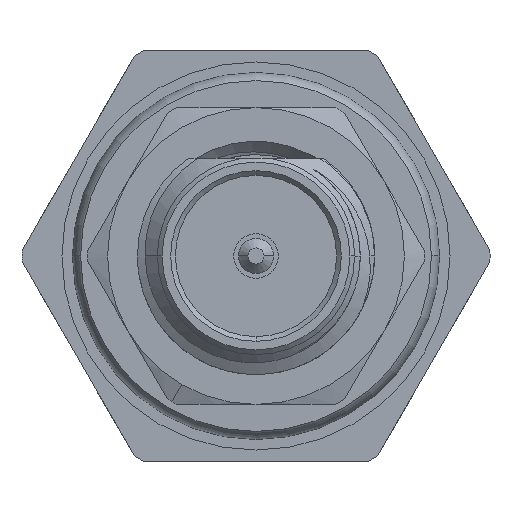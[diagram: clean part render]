
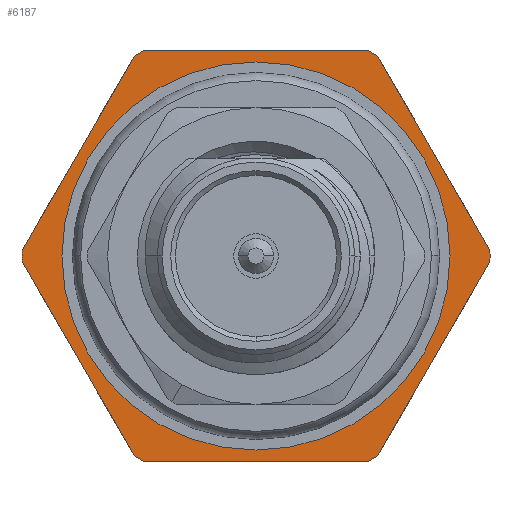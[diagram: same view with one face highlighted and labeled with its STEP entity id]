
A CAD part, left-side view. The second image highlights one B-rep face of the part: STEP entity #6187.
In plain terms, the highlighted planar face has unit normal (-1, 0, 0).
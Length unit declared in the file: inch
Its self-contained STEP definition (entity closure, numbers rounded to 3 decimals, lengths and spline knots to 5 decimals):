
#7 = CARTESIAN_POINT ( 'NONE',  ( 0.433, 0.24669, 0.00579 ) ) ;
#46 = DIRECTION ( 'NONE',  ( 1., 0., 0. ) ) ;
#231 = EDGE_CURVE ( 'NONE', #11662, #22485, #10699, .T. ) ;
#263 = CARTESIAN_POINT ( 'NONE',  ( 0.433, 0.12836, 0.21074 ) ) ;
#436 = DIRECTION ( 'NONE',  ( 0., 1., 0. ) ) ;
#848 = DIRECTION ( 'NONE',  ( 1., 0., 0. ) ) ;
#1125 = EDGE_CURVE ( 'NONE', #10661, #23271, #16020, .T. ) ;
#1198 = VERTEX_POINT ( 'NONE', #10315 ) ;
#1525 = CARTESIAN_POINT ( 'NONE',  ( 0.433, -0.24669, 0.00579 ) ) ;
#1579 = DIRECTION ( 'NONE',  ( 0., -1., 0. ) ) ;
#1613 = AXIS2_PLACEMENT_3D ( 'NONE', #18734, #22639, #13087 ) ;
#1756 = AXIS2_PLACEMENT_3D ( 'NONE', #9214, #12889, #20474 ) ;
#1827 = LINE ( 'NONE', #6374, #11094 ) ;
#1869 = DIRECTION ( 'NONE',  ( 1., 0., 0. ) ) ;
#1882 = CARTESIAN_POINT ( 'NONE',  ( 0.433, 0., 0. ) ) ;
#1964 = AXIS2_PLACEMENT_3D ( 'NONE', #13957, #8068, #11982 ) ;
#2171 = CARTESIAN_POINT ( 'NONE',  ( 0.433, -0.20465, 0. ) ) ;
#2220 = LINE ( 'NONE', #22091, #19521 ) ;
#2552 = VERTEX_POINT ( 'NONE', #20561 ) ;
#2777 = VECTOR ( 'NONE', #24477, 39.37008 ) ;
#2781 = ORIENTED_EDGE ( 'NONE', *, *, #20215, .F. ) ;
#2826 = EDGE_CURVE ( 'NONE', #12238, #1198, #6949, .T. ) ;
#3385 = ORIENTED_EDGE ( 'NONE', *, *, #7852, .F. ) ;
#3425 = AXIS2_PLACEMENT_3D ( 'NONE', #11718, #1869, #19017 ) ;
#3824 = VERTEX_POINT ( 'NONE', #1525 ) ;
#4015 = AXIS2_PLACEMENT_3D ( 'NONE', #5653, #12917, #22549 ) ;
#4193 = DIRECTION ( 'NONE',  ( 0., 0.5, 0.866 ) ) ;
#4482 = ORIENTED_EDGE ( 'NONE', *, *, #16036, .F. ) ;
#4518 = CARTESIAN_POINT ( 'NONE',  ( 0.433, 0., 0. ) ) ;
#4706 = CIRCLE ( 'NONE', #9353, 0.24676 ) ;
#4778 = VERTEX_POINT ( 'NONE', #5576 ) ;
#5033 = CARTESIAN_POINT ( 'NONE',  ( 0.433, 0.11833, -0.21654 ) ) ;
#5050 = EDGE_CURVE ( 'NONE', #12072, #4778, #1827, .T. ) ;
#5107 = DIRECTION ( 'NONE',  ( 0., -0.5, -0.866 ) ) ;
#5108 = VERTEX_POINT ( 'NONE', #5033 ) ;
#5322 = CARTESIAN_POINT ( 'NONE',  ( 0.433, -0.12502, 0.21654 ) ) ;
#5400 = VERTEX_POINT ( 'NONE', #7706 ) ;
#5576 = CARTESIAN_POINT ( 'NONE',  ( 0.433, -0.24669, -0.00579 ) ) ;
#5586 = CARTESIAN_POINT ( 'NONE',  ( 0.433, 0.24676, 0. ) ) ;
#5653 = CARTESIAN_POINT ( 'NONE',  ( 0.433, 0., 0. ) ) ;
#5880 = AXIS2_PLACEMENT_3D ( 'NONE', #1882, #19121, #7804 ) ;
#6187 = ADVANCED_FACE ( 'NONE', ( #10434, #20853 ), #7983, .T. ) ;
#6374 = CARTESIAN_POINT ( 'NONE',  ( 0.433, -0.12502, -0.21654 ) ) ;
#6680 = DIRECTION ( 'NONE',  ( 0., 1., 0. ) ) ;
#6895 = ORIENTED_EDGE ( 'NONE', *, *, #1125, .T. ) ;
#6949 = LINE ( 'NONE', #5322, #2777 ) ;
#7706 = CARTESIAN_POINT ( 'NONE',  ( 0.433, -0.11833, -0.21654 ) ) ;
#7804 = DIRECTION ( 'NONE',  ( 0., 1., 0. ) ) ;
#7852 = EDGE_CURVE ( 'NONE', #23228, #1198, #8024, .T. ) ;
#7983 = PLANE ( 'NONE',  #1964 ) ;
#8024 = CIRCLE ( 'NONE', #9498, 0.24676 ) ;
#8068 = DIRECTION ( 'NONE',  ( -1., 0., 0. ) ) ;
#8387 = LINE ( 'NONE', #24588, #12867 ) ;
#8745 = EDGE_CURVE ( 'NONE', #5108, #2552, #21404, .T. ) ;
#8950 = EDGE_CURVE ( 'NONE', #3824, #18458, #24061, .T. ) ;
#8990 = CARTESIAN_POINT ( 'NONE',  ( 0.433, -0.12836, 0.21074 ) ) ;
#9036 = CARTESIAN_POINT ( 'NONE',  ( 0.433, 0.20465, 0. ) ) ;
#9214 = CARTESIAN_POINT ( 'NONE',  ( 0.433, 0., 0. ) ) ;
#9241 = ORIENTED_EDGE ( 'NONE', *, *, #20172, .T. ) ;
#9353 = AXIS2_PLACEMENT_3D ( 'NONE', #4518, #848, #6680 ) ;
#9498 = AXIS2_PLACEMENT_3D ( 'NONE', #11835, #9580, #436 ) ;
#9580 = DIRECTION ( 'NONE',  ( 1., 0., 0. ) ) ;
#9686 = CARTESIAN_POINT ( 'NONE',  ( 0.433, 0., 0. ) ) ;
#9833 = EDGE_CURVE ( 'NONE', #22485, #21498, #4706, .T. ) ;
#9954 = AXIS2_PLACEMENT_3D ( 'NONE', #13699, #46, #17215 ) ;
#10315 = CARTESIAN_POINT ( 'NONE',  ( 0.433, 0.11833, 0.21654 ) ) ;
#10434 = FACE_BOUND ( 'NONE', #16128, .T. ) ;
#10661 = VERTEX_POINT ( 'NONE', #2171 ) ;
#10699 = CIRCLE ( 'NONE', #1613, 0.24676 ) ;
#10755 = ORIENTED_EDGE ( 'NONE', *, *, #5050, .T. ) ;
#11094 = VECTOR ( 'NONE', #17858, 39.37008 ) ;
#11204 = CARTESIAN_POINT ( 'NONE',  ( 0.433, -0.11833, 0.21654 ) ) ;
#11662 = VERTEX_POINT ( 'NONE', #21960 ) ;
#11718 = CARTESIAN_POINT ( 'NONE',  ( 0.433, 0., 0. ) ) ;
#11835 = CARTESIAN_POINT ( 'NONE',  ( 0.433, 0., 0. ) ) ;
#11982 = DIRECTION ( 'NONE',  ( 0., -1., 0. ) ) ;
#12072 = VERTEX_POINT ( 'NONE', #13099 ) ;
#12142 = EDGE_CURVE ( 'NONE', #23228, #21498, #8387, .T. ) ;
#12238 = VERTEX_POINT ( 'NONE', #11204 ) ;
#12252 = EDGE_CURVE ( 'NONE', #12238, #18458, #19352, .T. ) ;
#12356 = ORIENTED_EDGE ( 'NONE', *, *, #15235, .T. ) ;
#12375 = ORIENTED_EDGE ( 'NONE', *, *, #2826, .T. ) ;
#12542 = ORIENTED_EDGE ( 'NONE', *, *, #8745, .F. ) ;
#12693 = CIRCLE ( 'NONE', #4015, 0.24676 ) ;
#12867 = VECTOR ( 'NONE', #20609, 39.37008 ) ;
#12889 = DIRECTION ( 'NONE',  ( 1., 0., 0. ) ) ;
#12917 = DIRECTION ( 'NONE',  ( 1., 0., 0. ) ) ;
#13087 = DIRECTION ( 'NONE',  ( 0., 1., 0. ) ) ;
#13099 = CARTESIAN_POINT ( 'NONE',  ( 0.433, -0.12836, -0.21074 ) ) ;
#13699 = CARTESIAN_POINT ( 'NONE',  ( 0.433, 0., 0. ) ) ;
#13957 = CARTESIAN_POINT ( 'NONE',  ( 0.433, 0.20465, 0. ) ) ;
#14383 = ORIENTED_EDGE ( 'NONE', *, *, #22147, .T. ) ;
#15235 = EDGE_CURVE ( 'NONE', #23271, #10661, #19634, .T. ) ;
#16020 = CIRCLE ( 'NONE', #9954, 0.20465 ) ;
#16036 = EDGE_CURVE ( 'NONE', #3824, #4778, #17220, .T. ) ;
#16128 = EDGE_LOOP ( 'NONE', ( #12356, #6895 ) ) ;
#16190 = ORIENTED_EDGE ( 'NONE', *, *, #231, .F. ) ;
#16263 = ORIENTED_EDGE ( 'NONE', *, *, #12142, .T. ) ;
#16529 = ORIENTED_EDGE ( 'NONE', *, *, #12252, .F. ) ;
#16649 = VECTOR ( 'NONE', #4193, 39.37008 ) ;
#17185 = DIRECTION ( 'NONE',  ( 0., 1., 0. ) ) ;
#17215 = DIRECTION ( 'NONE',  ( 0., 1., 0. ) ) ;
#17220 = CIRCLE ( 'NONE', #1756, 0.24676 ) ;
#17405 = ORIENTED_EDGE ( 'NONE', *, *, #9833, .F. ) ;
#17614 = CARTESIAN_POINT ( 'NONE',  ( 0.433, -0.25003, 0. ) ) ;
#17858 = DIRECTION ( 'NONE',  ( 0., -0.5, 0.866 ) ) ;
#18458 = VERTEX_POINT ( 'NONE', #8990 ) ;
#18718 = CARTESIAN_POINT ( 'NONE',  ( 0.433, 0.12502, -0.21654 ) ) ;
#18734 = CARTESIAN_POINT ( 'NONE',  ( 0.433, 0., 0. ) ) ;
#19017 = DIRECTION ( 'NONE',  ( 0., 1., 0. ) ) ;
#19121 = DIRECTION ( 'NONE',  ( 1., 0., 0. ) ) ;
#19352 = CIRCLE ( 'NONE', #23396, 0.24676 ) ;
#19521 = VECTOR ( 'NONE', #5107, 39.37008 ) ;
#19634 = CIRCLE ( 'NONE', #5880, 0.20465 ) ;
#20172 = EDGE_CURVE ( 'NONE', #5108, #5400, #20942, .T. ) ;
#20215 = EDGE_CURVE ( 'NONE', #12072, #5400, #12693, .T. ) ;
#20474 = DIRECTION ( 'NONE',  ( 0., 1., 0. ) ) ;
#20561 = CARTESIAN_POINT ( 'NONE',  ( 0.433, 0.12836, -0.21074 ) ) ;
#20609 = DIRECTION ( 'NONE',  ( 0., 0.5, -0.866 ) ) ;
#20853 = FACE_OUTER_BOUND ( 'NONE', #24384, .T. ) ;
#20942 = LINE ( 'NONE', #18718, #21917 ) ;
#21404 = CIRCLE ( 'NONE', #3425, 0.24676 ) ;
#21498 = VERTEX_POINT ( 'NONE', #7 ) ;
#21917 = VECTOR ( 'NONE', #1579, 39.37008 ) ;
#21960 = CARTESIAN_POINT ( 'NONE',  ( 0.433, 0.24669, -0.00579 ) ) ;
#22091 = CARTESIAN_POINT ( 'NONE',  ( 0.433, 0.25003, 0. ) ) ;
#22147 = EDGE_CURVE ( 'NONE', #11662, #2552, #2220, .T. ) ;
#22485 = VERTEX_POINT ( 'NONE', #5586 ) ;
#22549 = DIRECTION ( 'NONE',  ( 0., 1., 0. ) ) ;
#22639 = DIRECTION ( 'NONE',  ( 1., 0., 0. ) ) ;
#22886 = DIRECTION ( 'NONE',  ( 1., 0., 0. ) ) ;
#23228 = VERTEX_POINT ( 'NONE', #263 ) ;
#23271 = VERTEX_POINT ( 'NONE', #9036 ) ;
#23396 = AXIS2_PLACEMENT_3D ( 'NONE', #9686, #22886, #17185 ) ;
#23400 = ORIENTED_EDGE ( 'NONE', *, *, #8950, .T. ) ;
#24061 = LINE ( 'NONE', #17614, #16649 ) ;
#24384 = EDGE_LOOP ( 'NONE', ( #23400, #16529, #12375, #3385, #16263, #17405, #16190, #14383, #12542, #9241, #2781, #10755, #4482 ) ) ;
#24477 = DIRECTION ( 'NONE',  ( 0., 1., 0. ) ) ;
#24588 = CARTESIAN_POINT ( 'NONE',  ( 0.433, 0.12502, 0.21654 ) ) ;
